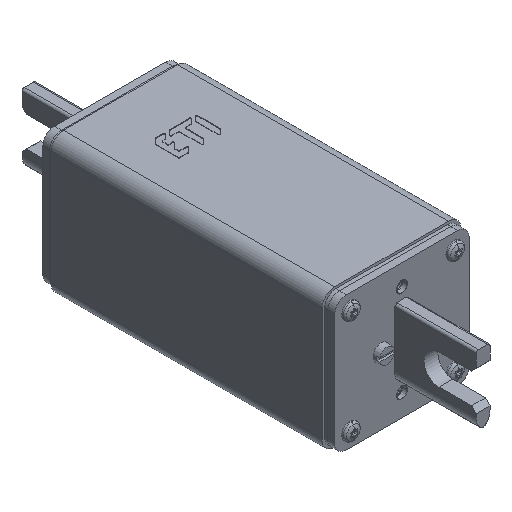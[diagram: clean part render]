
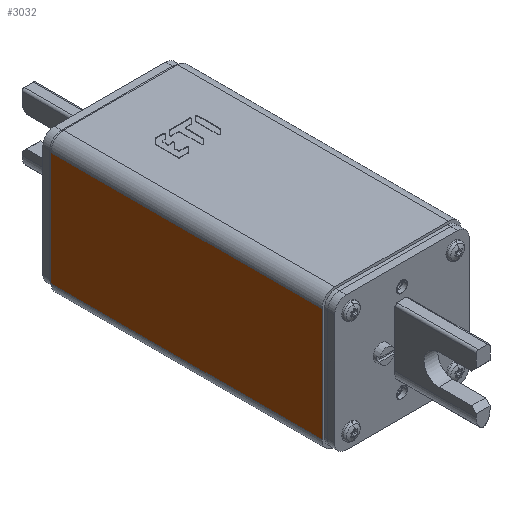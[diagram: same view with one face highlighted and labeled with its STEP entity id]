
A CAD part, isometric view. The second image highlights one B-rep face of the part: STEP entity #3032.
In plain terms, the highlighted face is planar.
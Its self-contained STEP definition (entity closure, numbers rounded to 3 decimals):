
#114=DIRECTION('',(-1.,0.,0.));
#115=VECTOR('',#114,117.);
#116=CARTESIAN_POINT('',(58.5,30.,-24.5));
#117=LINE('',#116,#115);
#129=DIRECTION('',(0.,0.,-1.));
#130=VECTOR('',#129,49.);
#131=CARTESIAN_POINT('',(-58.5,30.,24.5));
#132=LINE('',#131,#130);
#175=DIRECTION('',(0.,0.,-1.));
#176=VECTOR('',#175,49.);
#177=CARTESIAN_POINT('',(58.5,30.,24.5));
#178=LINE('',#177,#176);
#419=DIRECTION('',(1.,0.,0.));
#420=VECTOR('',#419,117.);
#421=CARTESIAN_POINT('',(-58.5,30.,24.5));
#422=LINE('',#421,#420);
#2565=CARTESIAN_POINT('',(58.5,30.,-24.5));
#2566=CARTESIAN_POINT('',(-58.5,30.,-24.5));
#2567=VERTEX_POINT('',#2565);
#2568=VERTEX_POINT('',#2566);
#2569=CARTESIAN_POINT('',(58.5,30.,24.5));
#2570=VERTEX_POINT('',#2569);
#2571=CARTESIAN_POINT('',(-58.5,30.,24.5));
#2572=VERTEX_POINT('',#2571);
#3018=CARTESIAN_POINT('',(58.5,30.,-30.));
#3019=DIRECTION('',(0.,1.,0.));
#3020=DIRECTION('',(-1.,0.,0.));
#3021=AXIS2_PLACEMENT_3D('',#3018,#3019,#3020);
#3022=PLANE('',#3021);
#3023=ORIENTED_EDGE('',*,*,#3008,.F.);
#3025=ORIENTED_EDGE('',*,*,#3024,.F.);
#3027=ORIENTED_EDGE('',*,*,#3026,.F.);
#3029=ORIENTED_EDGE('',*,*,#3028,.T.);
#3030=EDGE_LOOP('',(#3023,#3025,#3027,#3029));
#3031=FACE_OUTER_BOUND('',#3030,.F.);
#3008=EDGE_CURVE('',#2567,#2568,#117,.T.);
#3024=EDGE_CURVE('',#2570,#2567,#178,.T.);
#3026=EDGE_CURVE('',#2572,#2570,#422,.T.);
#3028=EDGE_CURVE('',#2572,#2568,#132,.T.);
#3032=ADVANCED_FACE('',(#3031),#3022,.T.);
